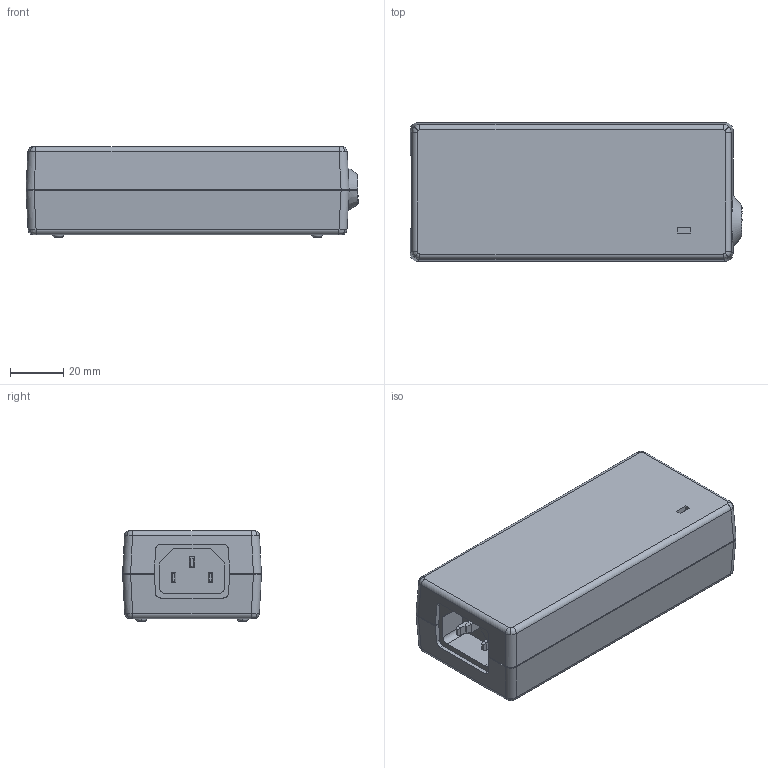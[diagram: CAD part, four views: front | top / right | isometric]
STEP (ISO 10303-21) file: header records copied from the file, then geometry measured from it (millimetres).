
FILE_DESCRIPTION (( 'STEP AP203' ), '1' );
FILE_NAME ('6014.STEP', '2021-11-19T03:58:01', ( '' ), ( '' ), 'SwSTEP 2.0', 'SolidWorks 2014', '' );
FILE_SCHEMA (( 'CONFIG_CONTROL_DESIGN' ));
Length unit declared in the file: millimetre
Products named in the file (4): 6014; socket1-3; 601411下蓋; 601400上蓋
Assembly tree (3 placements, depth 2):
  6014
    601411下蓋
    601400上蓋
    socket1-3
Bounding box: 124.35 x 52 x 34 mm (x, y, z)
Volume: 55643.8 mm3; surface area: 50678.3 mm2
Topology: 3 solids, 3 shells, 711 faces, 1920 edges, 1264 vertices
Faces by surface type: plane 483, bspline 135, cylinder 73, cone 12, torus 8
Entity records: 28096 total; most frequent: CARTESIAN_POINT 10806, ORIENTED_EDGE 3840, DIRECTION 2913, EDGE_CURVE 1920, VECTOR 1443, LINE 1443, VERTEX_POINT 1264, EDGE_LOOP 762
